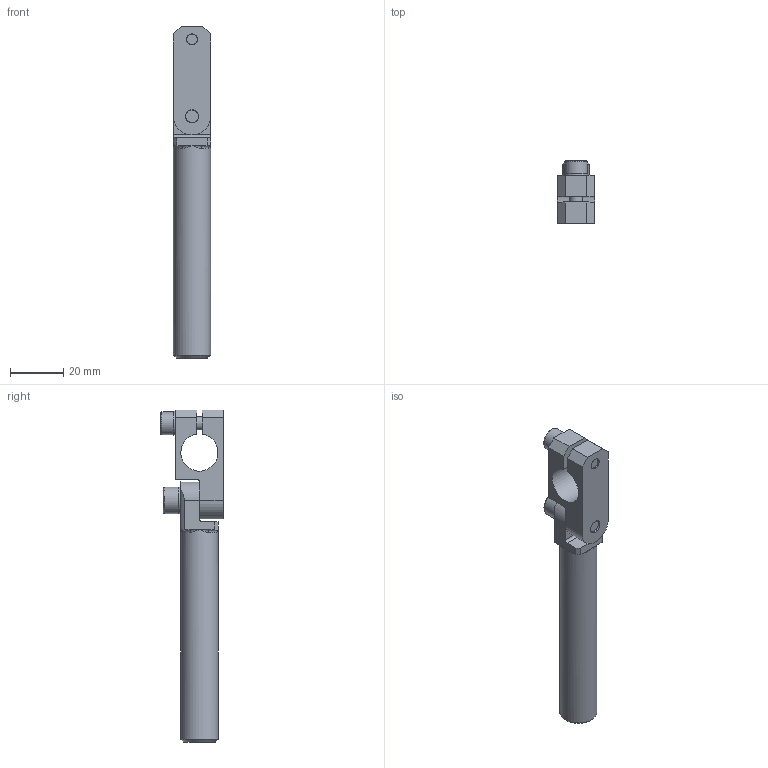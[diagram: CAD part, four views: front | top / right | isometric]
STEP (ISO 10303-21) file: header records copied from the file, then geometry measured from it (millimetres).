
FILE_DESCRIPTION((''),'2;1');
FILE_NAME('1-325-15-00-0 GLA 14-14-80.stp','2008-01-17T09:11:00',('Wilberg'),(''),'Autodesk Inventor 11','Autodesk Inventor 11','');
FILE_SCHEMA(('AUTOMOTIVE_DESIGN { 1 0 10303 214 1 1 1 1 }'));
Length unit declared in the file: millimetre
Products named in the file (7): 1-325-15-00-0 GLA 14-14-80; 1-325-15-01-0 GLA 14-14-80; 1-325-12-02-0 GLA 14-14-..-; BMU-493-005; BMU-493-006; ISO 4762-M5x18; ISO 4762-M6x16
Assembly tree (6 placements, depth 2):
  1-325-15-00-0 GLA 14-14-80
    1-325-15-01-0 GLA 14-14-80
    1-325-12-02-0 GLA 14-14-..-
    BMU-493-005
    BMU-493-006
    ISO 4762-M5x18
    ISO 4762-M6x16
Bounding box: 14 x 23.6 x 125 mm (x, y, z)
Volume: 14737 mm3; surface area: 11901.2 mm2
Topology: 6 solids, 6 shells, 98 faces, 230 edges, 140 vertices
Faces by surface type: plane 54, cylinder 19, bspline 19, cone 5, torus 1
Full cylindrical faces by diameter (mm): 5 x1, 5.3 x1, 6 x2, 6.4 x1, 8.5 x1, 9 x1, 10 x2, 14 x1
Entity records: 3697 total; most frequent: CARTESIAN_POINT 1481, DIRECTION 426, ORIENTED_EDGE 382, EDGE_CURVE 191, AXIS2_PLACEMENT_3D 159, EDGE_LOOP 137, VERTEX_POINT 132, VECTOR 108
